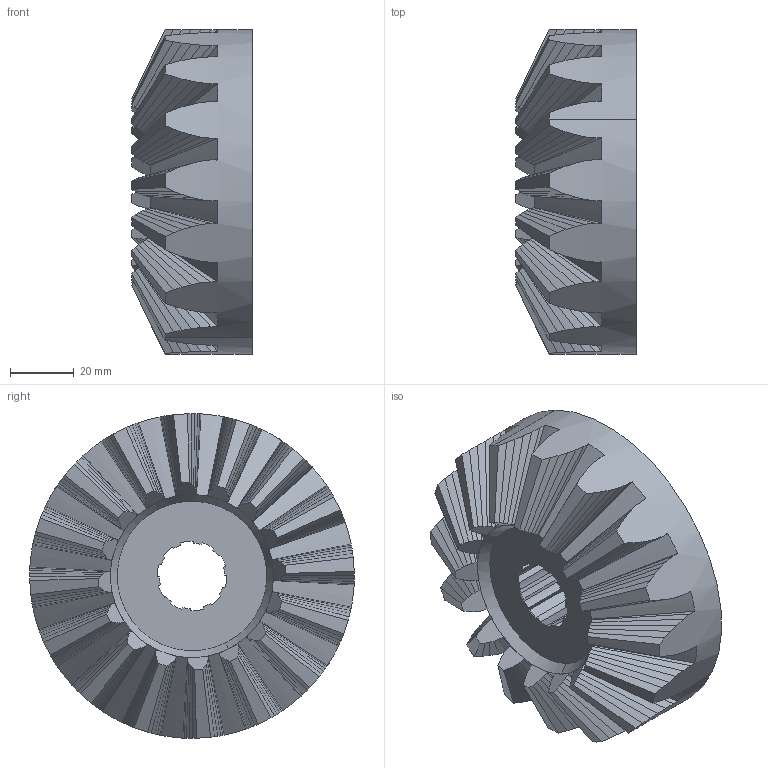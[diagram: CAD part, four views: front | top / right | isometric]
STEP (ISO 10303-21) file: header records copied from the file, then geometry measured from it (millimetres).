
FILE_DESCRIPTION (( 'STEP AP203' ), '1' );
FILE_NAME ('RDLSideGear_Primary.STEP', '2023-07-27T05:57:21', ( '' ), ( '' ), 'SwSTEP 2.0', 'SolidWorks 2021', '' );
FILE_SCHEMA (( 'CONFIG_CONTROL_DESIGN' ));
Length unit declared in the file: centimetre
Products named in the file (4): Rear Axle Assembly _1_; RDLSideGear_Primary; Part 57; Differential Gears _1_-1
Assembly tree (3 placements, depth 4):
  RDLSideGear_Primary
    Rear Axle Assembly _1_
      Differential Gears _1_-1
        Part 57
Bounding box: 37.79 x 101.6 x 101.6 mm (x, y, z)
Volume: 205611.4 mm3; surface area: 33310 mm2
Topology: 1 solids, 1 shells, 329 faces, 962 edges, 635 vertices
Faces by surface type: plane 246, cone 49, torus 20, cylinder 14
Entity records: 11423 total; most frequent: CARTESIAN_POINT 2928, ORIENTED_EDGE 1924, DIRECTION 1475, EDGE_CURVE 962, VERTEX_POINT 635, LINE 519, VECTOR 519, AXIS2_PLACEMENT_3D 478
